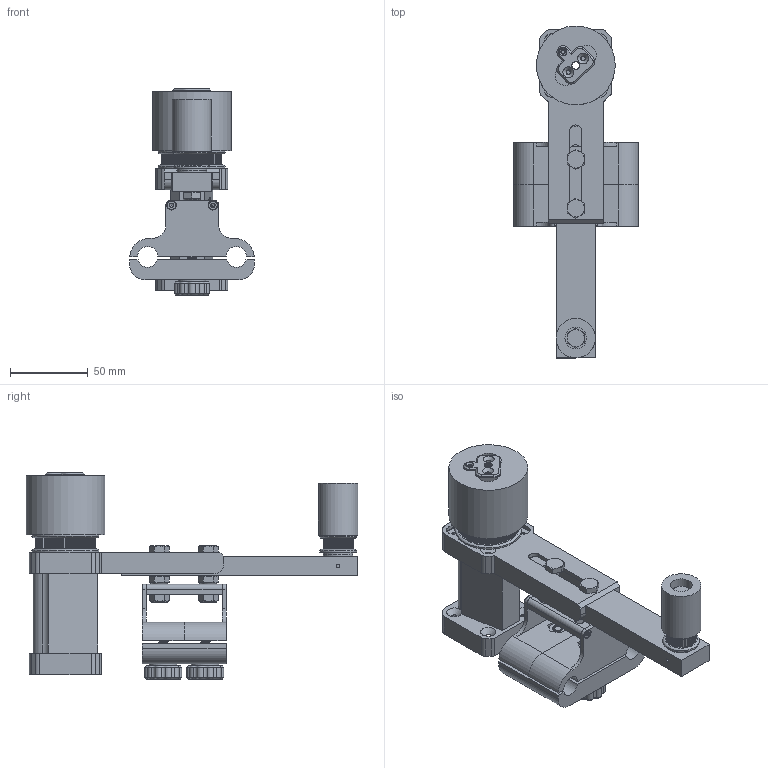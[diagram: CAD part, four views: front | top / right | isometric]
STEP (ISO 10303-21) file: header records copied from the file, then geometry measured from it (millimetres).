
FILE_DESCRIPTION(/* description */ (''),/* implementation_level */ '2;1');
FILE_NAME(/* name */ 'Single Clamps With Spinning stand moving pulleys v2.step',/* time_stamp */ '2024-06-27T12:38:51-04:00',/* author */ (''),/* organization */ (''),/* preprocessor_version */ 'ST-DEVELOPER v20',/* originating_system */ 'Autodesk Translation Framework v13.14.0.145',/* authorisation */ '');
FILE_SCHEMA (('AUTOMOTIVE_DESIGN { 1 0 10303 214 3 1 1 }'));
Products named in the file (24): Single Clamps With Spinning stand moving pulleys; 95462A029_Medium-Strength Steel Hex Nut; 1/4inch-20 knob; 1/4inch-20 knob_1; Component2; 91247A544_Medium-Strength Grade 5 Steel Hex Head Screw; 90236A120_Zinc-Plated Alloy Steel Torx Flat Head Screws; Spinning Stand Moving pulleys v1; 90107A127_316 Stainless Steel Washer v1; 90107A127_316 Stainless Steel Washer v1 (1); UnpoweredRoller; FreeRoller Mount; 1254N23_MXL Series Lightweight Timing Belt Pulley v3; 1254N27_MXL Series Lightweight Timing Belt Pulley v1; Spinning Stand_tire v1; Front Mount Plate_Spinning_Tire; Inner Pulley; 92186A553_Super-Corrosion-Resistant 316 Stainless Steel Hex Head Scre
w(1) v1; 93717A322_Acetal Unthreaded Spacer(1) v1; 92313A109_Super-Corrosion-Resistant Cup-Point Set Screw v1; 92186A545_Super-Corrosion-Resistant 316 Stainless Steel Hex Head Scre
w; 92186A544_Super-Corrosion-Resistant 316 Stainless Steel Hex Head Scre
w; 90566A029_Low-Strength Steel Thin Nylon-Insert Locknut; Motor Bearing Plate v1
Assembly tree (33 placements, depth 3):
  Single Clamps With Spinning stand moving pulleys
    95462A029_Medium-Strength Steel Hex Nut  x2
    1/4inch-20 knob
      Component2
    91247A544_Medium-Strength Grade 5 Steel Hex Head Screw  x2
    1/4inch-20 knob_1
      Component2
    90236A120_Zinc-Plated Alloy Steel Torx Flat Head Screws  x4
    Spinning Stand Moving pulleys v1
      90107A127_316 Stainless Steel Washer v1
      90107A127_316 Stainless Steel Washer v1 (1)
      UnpoweredRoller
      FreeRoller Mount
      1254N23_MXL Series Lightweight Timing Belt Pulley v3
      1254N27_MXL Series Lightweight Timing Belt Pulley v1
      Spinning Stand_tire v1
      Front Mount Plate_Spinning_Tire
      Inner Pulley
      92186A553_Super-Corrosion-Resistant 316 Stainless Steel Hex Head Scre
w(1) v1
      93717A322_Acetal Unthreaded Spacer(1) v1
      92313A109_Super-Corrosion-Resistant Cup-Point Set Screw v1
    92186A545_Super-Corrosion-Resistant 316 Stainless Steel Hex Head Scre
w
      92186A544_Super-Corrosion-Resistant 316 Stainless Steel Hex Head Scre
w  x2
      90566A029_Low-Strength Steel Thin Nylon-Insert Locknut  x4
    Motor Bearing Plate v1
Bounding box: 80.2 x 213.66 x 133.23 mm (x, y, z)
Volume: 333338 mm3; surface area: 142398 mm2
Topology: 40 solids, 42 shells, 1892 faces, 4960 edges, 3195 vertices
Faces by surface type: plane 794, cylinder 670, cone 322, bspline 70, torus 32, sphere 4
Full cylindrical faces by diameter (mm): 2.02 x19, 2.271 x3, 2.35 x40, 2.5 x3, 2.6 x4, 2.65 x2, 2.75 x4, 2.845 x18, 3 x55, 3.15 x6, 3.2 x1, 3.5 x8, 4.7 x60, 4.877 x1, 5 x1, 5.15 x1, 5.22 x4, 5.387 x12, 6 x2, 6.35 x80, 6.6 x2, 6.75 x2, 7.306 x4, 9.077 x2, 9.525 x4, 10.312 x2, 13.97 x1, 17.374 x1, 17.475 x2, 17.5 x2
Entity records: 55221 total; most frequent: CARTESIAN_POINT 19506, ORIENTED_EDGE 7528, DIRECTION 7092, EDGE_CURVE 3764, VERTEX_POINT 2432, AXIS2_PLACEMENT_3D 2371, LINE 2350, VECTOR 2350
